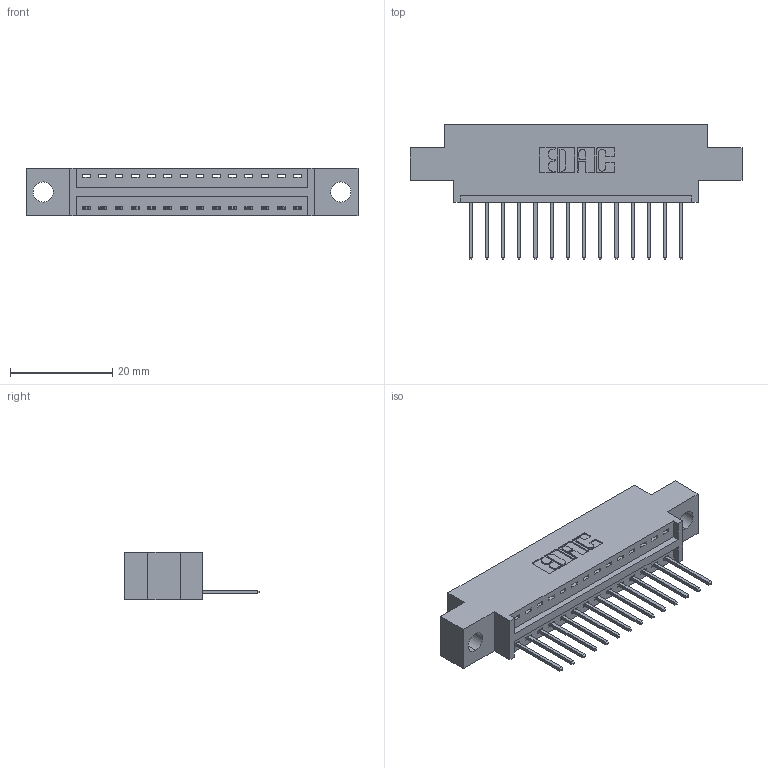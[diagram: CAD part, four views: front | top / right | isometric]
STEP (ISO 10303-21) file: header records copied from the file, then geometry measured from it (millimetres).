
FILE_DESCRIPTION (( 'STEP AP203' ), '1' );
FILE_NAME ('346-014-522-604.STEP', '2018-08-20T00:55:58', ( '' ), ( '' ), 'SwSTEP 2.0', 'SolidWorks 2016', '' );
FILE_SCHEMA (( 'CONFIG_CONTROL_DESIGN' ));
Length unit declared in the file: inch
Products named in the file (3): 346 Part_0.170 Offset - 0.156 Dia-TH; 345-292-001_345-293-122; 346-014-522-604
Assembly tree (15 placements, depth 2):
  346-014-522-604
    346 Part_0.170 Offset - 0.156 Dia-TH
    345-292-001_345-293-122  x14
Bounding box: 65.02 x 26.42 x 9.4 mm (x, y, z)
Volume: 5790.6 mm3; surface area: 6952.2 mm2
Topology: 15 solids, 15 shells, 938 faces, 2805 edges, 1850 vertices
Faces by surface type: plane 640, cylinder 298
Entity records: 12611 total; most frequent: CARTESIAN_POINT 2178, ORIENTED_EDGE 2126, DIRECTION 1955, EDGE_CURVE 1063, VECTOR 875, LINE 875, VERTEX_POINT 706, AXIS2_PLACEMENT_3D 540
